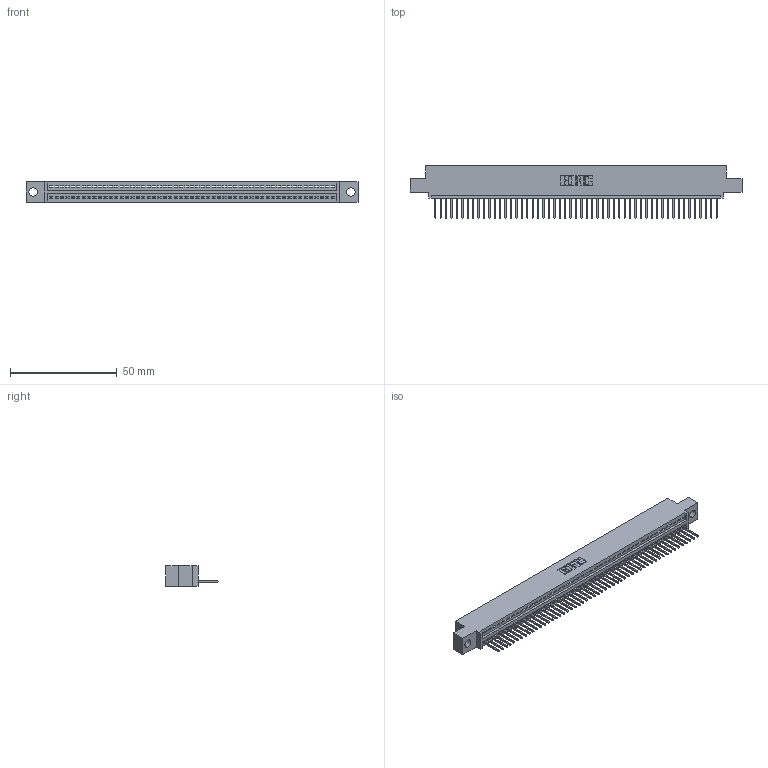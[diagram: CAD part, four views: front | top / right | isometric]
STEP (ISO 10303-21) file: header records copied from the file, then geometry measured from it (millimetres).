
FILE_DESCRIPTION (( 'STEP AP203' ), '1' );
FILE_NAME ('345-053-523-404.STEP', '2018-09-23T17:27:21', ( '' ), ( '' ), 'SwSTEP 2.0', 'SolidWorks 2016', '' );
FILE_SCHEMA (( 'CONFIG_CONTROL_DESIGN' ));
Length unit declared in the file: inch
Products named in the file (3): 345-292-001_345-293-123; 345-053-523-404; 345 Part_0.110 Offset - 0.156 Dia-TH
Assembly tree (54 placements, depth 2):
  345-053-523-404
    345 Part_0.110 Offset - 0.156 Dia-TH
    345-292-001_345-293-123  x53
Bounding box: 155.83 x 24.82 x 9.4 mm (x, y, z)
Volume: 14709.2 mm3; surface area: 19645.1 mm2
Topology: 54 solids, 54 shells, 3204 faces, 9681 edges, 6382 vertices
Faces by surface type: plane 2204, cylinder 1000
Entity records: 38561 total; most frequent: CARTESIAN_POINT 6687, ORIENTED_EDGE 6674, DIRECTION 5823, EDGE_CURVE 3337, VECTOR 2993, LINE 2993, VERTEX_POINT 2222, AXIS2_PLACEMENT_3D 1415
